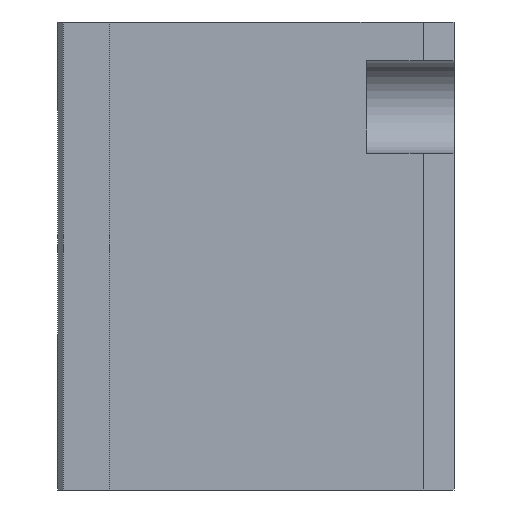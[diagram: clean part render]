
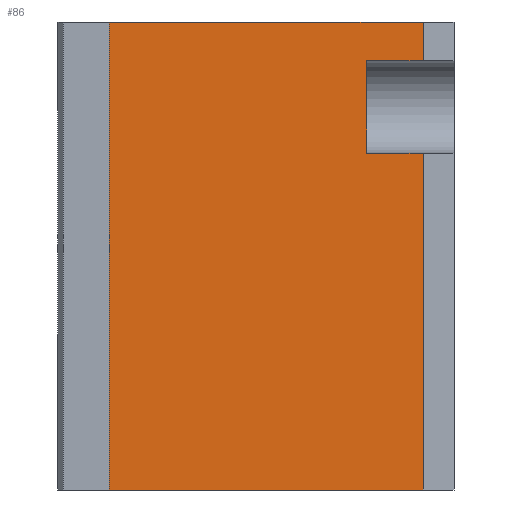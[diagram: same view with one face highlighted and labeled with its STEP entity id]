
A CAD part, left-side view. The second image highlights one B-rep face of the part: STEP entity #86.
In plain terms, the highlighted planar face has unit normal (-1, 0, 0).
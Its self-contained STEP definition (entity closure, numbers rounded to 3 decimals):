
#86 = ADVANCED_FACE( '', ( #209 ), #210, .F. );
#209 = FACE_OUTER_BOUND( '', #384, .T. );
#210 = PLANE( '', #385 );
#384 = EDGE_LOOP( '', ( #589, #590, #591, #592, #593, #594, #595, #596 ) );
#385 = AXIS2_PLACEMENT_3D( '', #597, #598, #599 );
#589 = ORIENTED_EDGE( '', *, *, #990, .F. );
#590 = ORIENTED_EDGE( '', *, *, #988, .F. );
#591 = ORIENTED_EDGE( '', *, *, #991, .F. );
#592 = ORIENTED_EDGE( '', *, *, #978, .T. );
#593 = ORIENTED_EDGE( '', *, *, #992, .T. );
#594 = ORIENTED_EDGE( '', *, *, #993, .F. );
#595 = ORIENTED_EDGE( '', *, *, #994, .F. );
#596 = ORIENTED_EDGE( '', *, *, #954, .T. );
#597 = CARTESIAN_POINT( '', ( -53., 67., 91. ) );
#598 = DIRECTION( '', ( 1., 0., 0. ) );
#599 = DIRECTION( '', ( 0., 0., -1. ) );
#954 = EDGE_CURVE( '', #1115, #1119, #1121, .T. );
#978 = EDGE_CURVE( '', #1165, #1163, #1166, .T. );
#988 = EDGE_CURVE( '', #1181, #1177, #1183, .T. );
#990 = EDGE_CURVE( '', #1177, #1119, #1185, .T. );
#991 = EDGE_CURVE( '', #1165, #1181, #1186, .T. );
#992 = EDGE_CURVE( '', #1163, #1187, #1188, .T. );
#993 = EDGE_CURVE( '', #1189, #1187, #1190, .T. );
#994 = EDGE_CURVE( '', #1115, #1189, #1191, .T. );
#1115 = VERTEX_POINT( '', #1361 );
#1119 = VERTEX_POINT( '', #1366 );
#1121 = LINE( '', #1369, #1370 );
#1163 = VERTEX_POINT( '', #1428 );
#1165 = VERTEX_POINT( '', #1431 );
#1166 = LINE( '', #1432, #1433 );
#1177 = VERTEX_POINT( '', #1446 );
#1181 = VERTEX_POINT( '', #1452 );
#1183 = LINE( '', #1455, #1456 );
#1185 = LINE( '', #1458, #1459 );
#1186 = LINE( '', #1460, #1461 );
#1187 = VERTEX_POINT( '', #1462 );
#1188 = LINE( '', #1463, #1464 );
#1189 = VERTEX_POINT( '', #1465 );
#1190 = LINE( '', #1466, #1467 );
#1191 = LINE( '', #1468, #1469 );
#1361 = CARTESIAN_POINT( '', ( -53., 17., 65.5 ) );
#1366 = CARTESIAN_POINT( '', ( -53., 17., 83.5 ) );
#1369 = CARTESIAN_POINT( '', ( -53., 17., 91. ) );
#1370 = VECTOR( '', #1810, 1000. );
#1428 = CARTESIAN_POINT( '', ( -53., 67., 0. ) );
#1431 = CARTESIAN_POINT( '', ( -53., 67., 91. ) );
#1432 = CARTESIAN_POINT( '', ( -53., 67., 91. ) );
#1433 = VECTOR( '', #1834, 1000. );
#1446 = CARTESIAN_POINT( '', ( -53., 6., 83.5 ) );
#1452 = CARTESIAN_POINT( '', ( -53., 6., 91. ) );
#1455 = CARTESIAN_POINT( '', ( -53., 6., 91. ) );
#1456 = VECTOR( '', #1846, 1000. );
#1458 = CARTESIAN_POINT( '', ( -53., 67., 83.5 ) );
#1459 = VECTOR( '', #1847, 1000. );
#1460 = CARTESIAN_POINT( '', ( -53., 67., 91. ) );
#1461 = VECTOR( '', #1848, 1000. );
#1462 = CARTESIAN_POINT( '', ( -53., 6., 0. ) );
#1463 = CARTESIAN_POINT( '', ( -53., 67., 0. ) );
#1464 = VECTOR( '', #1849, 1000. );
#1465 = CARTESIAN_POINT( '', ( -53., 6., 65.5 ) );
#1466 = CARTESIAN_POINT( '', ( -53., 6., 91. ) );
#1467 = VECTOR( '', #1850, 1000. );
#1468 = CARTESIAN_POINT( '', ( -53., 67., 65.5 ) );
#1469 = VECTOR( '', #1851, 1000. );
#1810 = DIRECTION( '', ( 0., 0., 1. ) );
#1834 = DIRECTION( '', ( 0., 0., -1. ) );
#1846 = DIRECTION( '', ( 0., 0., -1. ) );
#1847 = DIRECTION( '', ( 0., 1., 0. ) );
#1848 = DIRECTION( '', ( 0., -1., 0. ) );
#1849 = DIRECTION( '', ( 0., -1., 0. ) );
#1850 = DIRECTION( '', ( 0., 0., -1. ) );
#1851 = DIRECTION( '', ( 0., -1., 0. ) );
